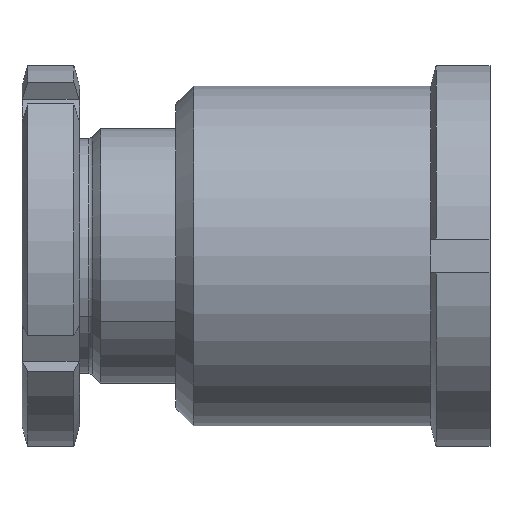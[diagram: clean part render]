
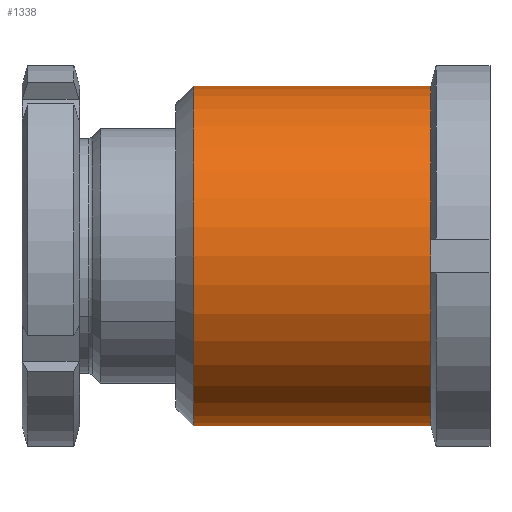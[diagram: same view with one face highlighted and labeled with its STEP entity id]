
A CAD part, left-side view. The second image highlights one B-rep face of the part: STEP entity #1338.
In plain terms, the highlighted cylindrical face has radius 20 mm (diameter 40 mm), a partial arc.
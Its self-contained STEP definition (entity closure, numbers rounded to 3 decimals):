
#124 = ORIENTED_EDGE ( 'NONE', *, *, #2109, .T. ) ;
#127 = DIRECTION ( 'NONE',  ( 0., -1., 0. ) ) ;
#156 = CARTESIAN_POINT ( 'NONE',  ( 0., 10.447, -20. ) ) ;
#204 = CIRCLE ( 'NONE', #2106, 20. ) ;
#365 = CARTESIAN_POINT ( 'NONE',  ( 0., -2.1, 20. ) ) ;
#376 = CARTESIAN_POINT ( 'NONE',  ( 0., -30., -20. ) ) ;
#390 = LINE ( 'NONE', #1114, #2720 ) ;
#499 = DIRECTION ( 'NONE',  ( 0., 0., 1. ) ) ;
#533 = DIRECTION ( 'NONE',  ( 0., 1., 0. ) ) ;
#669 = VERTEX_POINT ( 'NONE', #1682 ) ;
#734 = CARTESIAN_POINT ( 'NONE',  ( 0., -2.1, 0. ) ) ;
#764 = CYLINDRICAL_SURFACE ( 'NONE', #2750, 20. ) ;
#827 = FACE_OUTER_BOUND ( 'NONE', #1076, .T. ) ;
#1027 = CARTESIAN_POINT ( 'NONE',  ( 0., 10.447, 0. ) ) ;
#1051 = ORIENTED_EDGE ( 'NONE', *, *, #1975, .T. ) ;
#1072 = CARTESIAN_POINT ( 'NONE',  ( -20., -30., 0. ) ) ;
#1076 = EDGE_LOOP ( 'NONE', ( #1551, #2076, #1051, #124, #1970 ) ) ;
#1114 = CARTESIAN_POINT ( 'NONE',  ( 0., 10.447, 20. ) ) ;
#1338 = ADVANCED_FACE ( 'NONE', ( #827 ), #764, .T. ) ;
#1351 = DIRECTION ( 'NONE',  ( 0., 0., -1. ) ) ;
#1381 = VERTEX_POINT ( 'NONE', #365 ) ;
#1487 = AXIS2_PLACEMENT_3D ( 'NONE', #734, #127, #1351 ) ;
#1502 = EDGE_CURVE ( 'NONE', #2040, #2197, #2310, .T. ) ;
#1551 = ORIENTED_EDGE ( 'NONE', *, *, #1502, .F. ) ;
#1682 = CARTESIAN_POINT ( 'NONE',  ( 0., -30., 20. ) ) ;
#1697 = DIRECTION ( 'NONE',  ( 0., 1., 0. ) ) ;
#1913 = EDGE_CURVE ( 'NONE', #2040, #2105, #2591, .T. ) ;
#1924 = CIRCLE ( 'NONE', #1487, 20. ) ;
#1970 = ORIENTED_EDGE ( 'NONE', *, *, #2219, .T. ) ;
#1975 = EDGE_CURVE ( 'NONE', #2105, #669, #204, .T. ) ;
#2040 = VERTEX_POINT ( 'NONE', #376 ) ;
#2059 = DIRECTION ( 'NONE',  ( 0., 0., 1. ) ) ;
#2076 = ORIENTED_EDGE ( 'NONE', *, *, #1913, .T. ) ;
#2087 = VECTOR ( 'NONE', #2493, 1000. ) ;
#2105 = VERTEX_POINT ( 'NONE', #1072 ) ;
#2106 = AXIS2_PLACEMENT_3D ( 'NONE', #2117, #533, #2059 ) ;
#2109 = EDGE_CURVE ( 'NONE', #669, #1381, #390, .T. ) ;
#2117 = CARTESIAN_POINT ( 'NONE',  ( 0., -30., 0. ) ) ;
#2197 = VERTEX_POINT ( 'NONE', #2325 ) ;
#2215 = AXIS2_PLACEMENT_3D ( 'NONE', #2547, #2321, #499 ) ;
#2219 = EDGE_CURVE ( 'NONE', #1381, #2197, #1924, .T. ) ;
#2310 = LINE ( 'NONE', #156, #2087 ) ;
#2321 = DIRECTION ( 'NONE',  ( 0., 1., 0. ) ) ;
#2325 = CARTESIAN_POINT ( 'NONE',  ( 0., -2.1, -20. ) ) ;
#2377 = DIRECTION ( 'NONE',  ( 0., 0., 1. ) ) ;
#2493 = DIRECTION ( 'NONE',  ( 0., 1., 0. ) ) ;
#2547 = CARTESIAN_POINT ( 'NONE',  ( 0., -30., 0. ) ) ;
#2591 = CIRCLE ( 'NONE', #2215, 20. ) ;
#2720 = VECTOR ( 'NONE', #2742, 1000. ) ;
#2742 = DIRECTION ( 'NONE',  ( 0., 1., 0. ) ) ;
#2750 = AXIS2_PLACEMENT_3D ( 'NONE', #1027, #1697, #2377 ) ;
